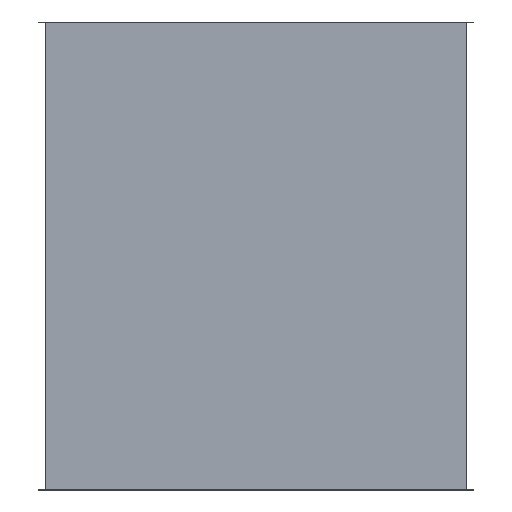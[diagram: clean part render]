
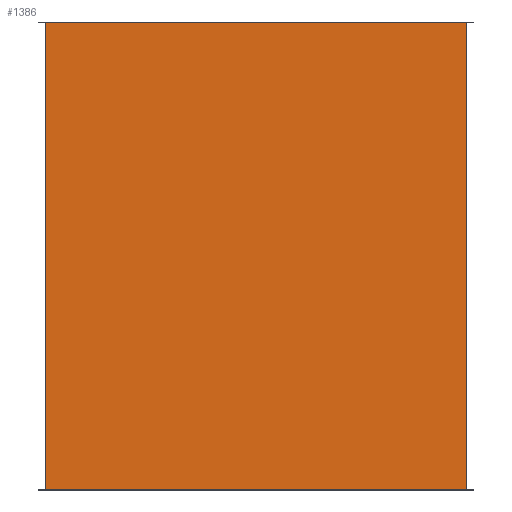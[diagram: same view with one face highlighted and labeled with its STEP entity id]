
A CAD part, front view. The second image highlights one B-rep face of the part: STEP entity #1386.
In plain terms, the highlighted planar face has unit normal (0, -1, 0).
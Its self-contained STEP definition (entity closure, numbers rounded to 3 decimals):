
#110 = ORIENTED_EDGE ( 'NONE', *, *, #1313, .T. ) ;
#111 = ORIENTED_EDGE ( 'NONE', *, *, #1316, .F. ) ;
#112 = ORIENTED_EDGE ( 'NONE', *, *, #1308, .F. ) ;
#113 = ORIENTED_EDGE ( 'NONE', *, *, #1315, .F. ) ;
#411 = AXIS2_PLACEMENT_3D ( 'NONE', #1805, #1810, #1811 ) ;
#653 = CARTESIAN_POINT ( 'NONE',  ( -676., -251., -749. ) ) ;
#658 = CARTESIAN_POINT ( 'NONE',  ( 676., -251., -749. ) ) ;
#688 = CARTESIAN_POINT ( 'NONE',  ( 676., -251., 749. ) ) ;
#713 = CARTESIAN_POINT ( 'NONE',  ( -676., -251., 749. ) ) ;
#946 = VERTEX_POINT ( 'NONE', #713 ) ;
#980 = VERTEX_POINT ( 'NONE', #688 ) ;
#1039 = VERTEX_POINT ( 'NONE', #658 ) ;
#1044 = VERTEX_POINT ( 'NONE', #653 ) ;
#1072 = EDGE_LOOP ( 'NONE', ( #113, #112, #111, #110 ) ) ;
#1107 = LINE ( 'NONE', #1751, #1108 ) ;
#1108 = VECTOR ( 'NONE', #1757, 1000. ) ;
#1115 = LINE ( 'NONE', #1766, #1118 ) ;
#1118 = VECTOR ( 'NONE', #1767, 1000. ) ;
#1119 = LINE ( 'NONE', #1769, #1122 ) ;
#1121 = LINE ( 'NONE', #1771, #1124 ) ;
#1122 = VECTOR ( 'NONE', #1770, 1000. ) ;
#1124 = VECTOR ( 'NONE', #1772, 1000. ) ;
#1152 = FACE_OUTER_BOUND ( 'NONE', #1072, .T. ) ;
#1308 = EDGE_CURVE ( 'NONE', #980, #1039, #1107, .T. ) ;
#1313 = EDGE_CURVE ( 'NONE', #946, #1044, #1115, .T. ) ;
#1315 = EDGE_CURVE ( 'NONE', #1039, #1044, #1119, .T. ) ;
#1316 = EDGE_CURVE ( 'NONE', #946, #980, #1121, .T. ) ;
#1386 = ADVANCED_FACE ( 'NONE', ( #1152 ), #1804, .F. ) ;
#1751 = CARTESIAN_POINT ( 'NONE',  ( 676., -251., 750. ) ) ;
#1757 = DIRECTION ( 'NONE',  ( 0., 0., -1. ) ) ;
#1766 = CARTESIAN_POINT ( 'NONE',  ( -676., -251., 750. ) ) ;
#1767 = DIRECTION ( 'NONE',  ( 0., 0., -1. ) ) ;
#1769 = CARTESIAN_POINT ( 'NONE',  ( 675., -251., -749. ) ) ;
#1770 = DIRECTION ( 'NONE',  ( -1., 0., 0. ) ) ;
#1771 = CARTESIAN_POINT ( 'NONE',  ( 675., -251., 749. ) ) ;
#1772 = DIRECTION ( 'NONE',  ( 1., 0., 0. ) ) ;
#1804 = PLANE ( 'NONE',  #411 ) ;
#1805 = CARTESIAN_POINT ( 'NONE',  ( 675., -251., 750. ) ) ;
#1810 = DIRECTION ( 'NONE',  ( 0., 1., 0. ) ) ;
#1811 = DIRECTION ( 'NONE',  ( -1., 0., 0. ) ) ;
